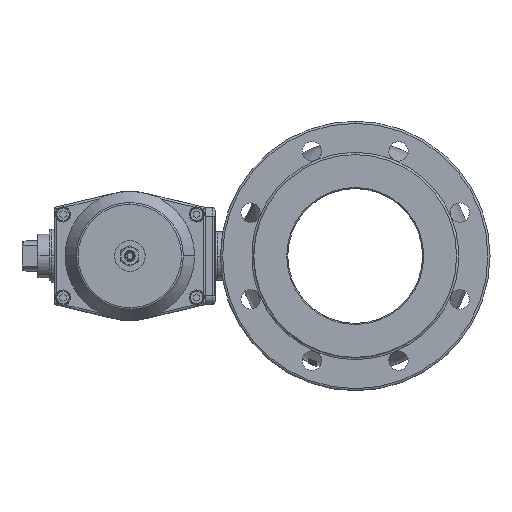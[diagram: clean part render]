
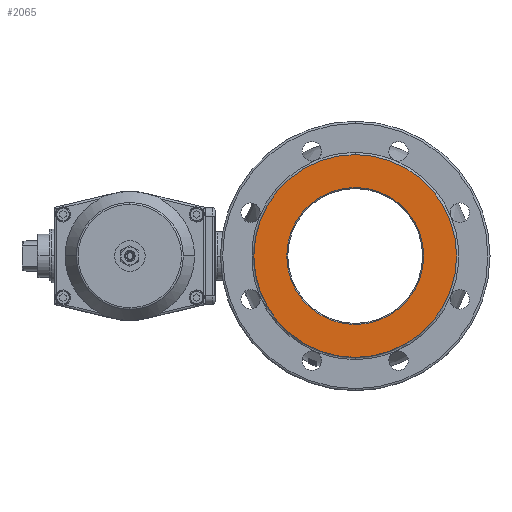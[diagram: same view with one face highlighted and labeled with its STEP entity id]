
A CAD part, left-side view. The second image highlights one B-rep face of the part: STEP entity #2065.
In plain terms, the highlighted planar face has unit normal (-1, 0, 0).
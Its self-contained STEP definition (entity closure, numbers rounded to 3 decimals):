
#2065=ADVANCED_FACE('',(#4725,#4726),#4727,.T.);
#4725=FACE_OUTER_BOUND('',#8160,.T.);
#4726=FACE_BOUND('',#8161,.T.);
#4727=PLANE('',#8162);
#8160=EDGE_LOOP('',(#17775,#17776));
#8161=EDGE_LOOP('',(#17777,#17778));
#8162=AXIS2_PLACEMENT_3D('',#17779,#17780,#17781);
#17775=ORIENTED_EDGE('',*,*,#25353,.F.);
#17776=ORIENTED_EDGE('',*,*,#25589,.F.);
#17777=ORIENTED_EDGE('',*,*,#25585,.T.);
#17778=ORIENTED_EDGE('',*,*,#25370,.T.);
#17779=CARTESIAN_POINT('',(-143.,47.0,0.));
#17780=DIRECTION('',(-1.0,0.0,0.0));
#17781=DIRECTION('',(0.0,0.0,1.0));
#25353=EDGE_CURVE('',#30212,#30214,#30215,.T.);
#25370=EDGE_CURVE('',#30243,#30240,#30244,.T.);
#25585=EDGE_CURVE('',#30240,#30243,#30556,.T.);
#25589=EDGE_CURVE('',#30214,#30212,#30560,.T.);
#30212=VERTEX_POINT('',#38093);
#30214=VERTEX_POINT('',#38096);
#30215=CIRCLE('',#38097,94.0);
#30240=VERTEX_POINT('',#38125);
#30243=VERTEX_POINT('',#38129);
#30244=CIRCLE('',#38130,63.5);
#30556=CIRCLE('',#38479,63.5);
#30560=CIRCLE('',#38483,94.0);
#38093=CARTESIAN_POINT('',(-143.,94.0,0.));
#38096=CARTESIAN_POINT('',(-143.,-94.0,0.));
#38097=AXIS2_PLACEMENT_3D('',#46704,#46705,#46706);
#38125=CARTESIAN_POINT('',(-143.,63.5,0.));
#38129=CARTESIAN_POINT('',(-143.,-63.5,0.));
#38130=AXIS2_PLACEMENT_3D('',#46738,#46739,#46740);
#38479=AXIS2_PLACEMENT_3D('',#47141,#47142,#47143);
#38483=AXIS2_PLACEMENT_3D('',#47147,#47148,#47149);
#46704=CARTESIAN_POINT('',(-143.,0.,0.));
#46705=DIRECTION('',(1.0,0.0,0.0));
#46706=DIRECTION('',(0.0,1.0,0.0));
#46738=CARTESIAN_POINT('',(-143.,0.,0.));
#46739=DIRECTION('',(1.0,0.0,0.0));
#46740=DIRECTION('',(0.0,1.0,0.0));
#47141=CARTESIAN_POINT('',(-143.,0.,0.));
#47142=DIRECTION('',(1.0,0.0,0.0));
#47143=DIRECTION('',(0.0,1.0,0.0));
#47147=CARTESIAN_POINT('',(-143.,0.,0.));
#47148=DIRECTION('',(1.0,0.0,0.0));
#47149=DIRECTION('',(0.0,1.0,0.0));
